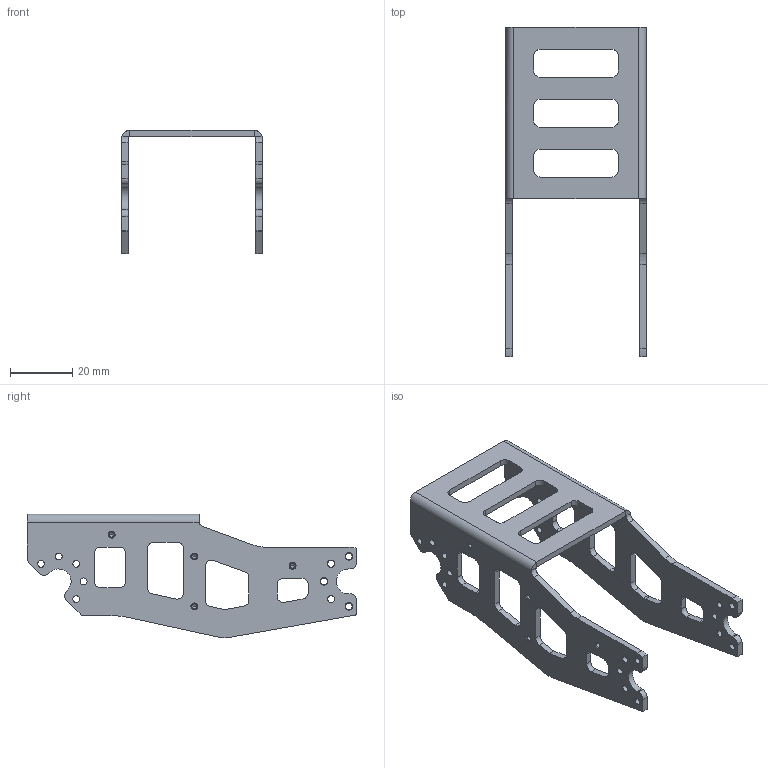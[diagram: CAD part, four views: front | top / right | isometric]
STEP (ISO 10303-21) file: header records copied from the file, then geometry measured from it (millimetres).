
FILE_DESCRIPTION(/* description */ (''),/* implementation_level */ '2;1');
FILE_NAME(/* name */ '17_FR07_H133.step',/* time_stamp */ '2011-05-25T18:13:03-04:00',/* author */ (''),/* organization */ (''),/* preprocessor_version */ 'ST-DEVELOPER v11',/* originating_system */ 'SIEMENS PLM Software NX 7.0',/* authorisation */ '');
FILE_SCHEMA (('AUTOMOTIVE_DESIGN { 1 0 10303 214 1 1 1 1 }'));
Length unit declared in the file: millimetre
Products named in the file (1): 17_FR07_H133
Bounding box: 45 x 105.5 x 39.52 mm (x, y, z)
Volume: 12386.2 mm3; surface area: 14917.2 mm2
Topology: 1 solids, 1 shells, 275 faces, 759 edges, 478 vertices
Faces by surface type: cylinder 135, plane 88, cone 52
Entity records: 8853 total; most frequent: DIRECTION 1597, CARTESIAN_POINT 1523, ORIENTED_EDGE 1486, EDGE_CURVE 743, AXIS2_PLACEMENT_3D 582, VERTEX_POINT 478, LINE 433, VECTOR 433
